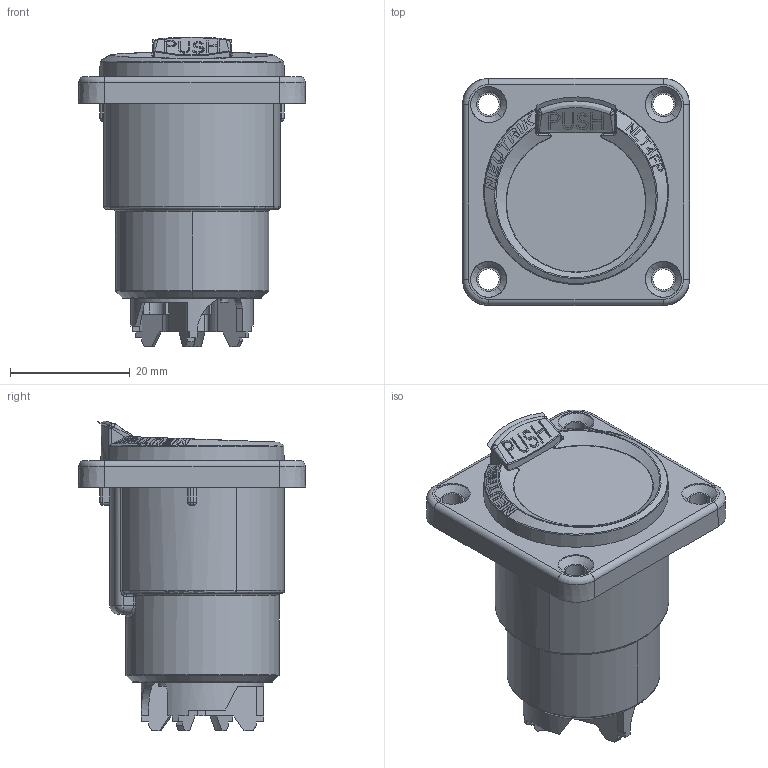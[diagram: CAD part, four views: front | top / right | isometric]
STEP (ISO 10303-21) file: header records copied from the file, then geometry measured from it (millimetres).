
FILE_DESCRIPTION((''),'2;1');
FILE_NAME('NLT4FPXX','2021-02-15T11:30:38',('sfr'),(''),'CREO PARAMETRIC BY PTC INC, 2019080','CREO PARAMETRIC BY PTC INC, 2019080','');
FILE_SCHEMA(('CONFIG_CONTROL_DESIGN'));
Length unit declared in the file: millimetre
Products named in the file (1): NLT4FPXX
Bounding box: 38 x 38 x 51.8 mm (x, y, z)
Volume: 26967.1 mm3; surface area: 11424.6 mm2
Topology: 1 solids, 19 shells, 937 faces, 2466 edges, 1595 vertices
Faces by surface type: plane 523, cylinder 172, cone 105, bspline 65, torus 30, extrusion 24, sphere 18
Entity records: 39501 total; most frequent: CARTESIAN_POINT 17935, ORIENTED_EDGE 4908, DIRECTION 3805, EDGE_CURVE 2456, VERTEX_POINT 1595, AXIS2_PLACEMENT_3D 1388, VECTOR 1029, LINE 1005
